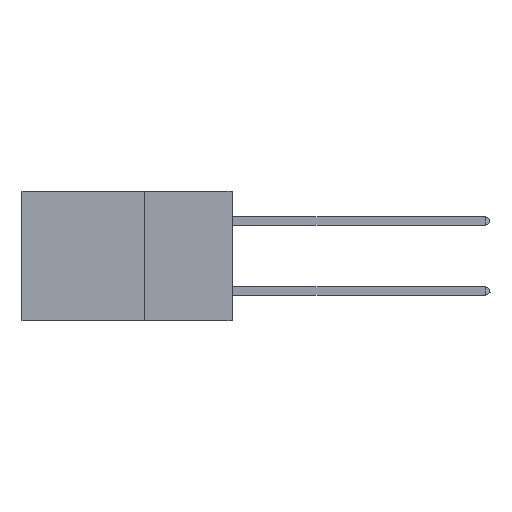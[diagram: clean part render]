
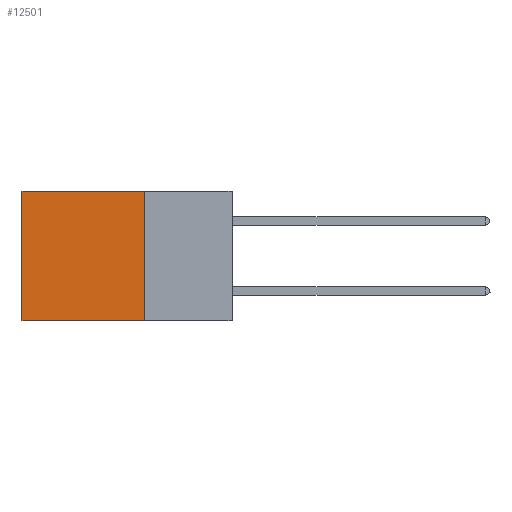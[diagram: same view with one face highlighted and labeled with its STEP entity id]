
A CAD part, left-side view. The second image highlights one B-rep face of the part: STEP entity #12501.
In plain terms, the highlighted planar face has unit normal (-1, 0, 0).
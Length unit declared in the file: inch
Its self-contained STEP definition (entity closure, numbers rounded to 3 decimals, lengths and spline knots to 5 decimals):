
#323 = ORIENTED_EDGE ( 'NONE', *, *, #2147, .T. ) ;
#629 = CARTESIAN_POINT ( 'NONE',  ( 0.2875, 0.6, -0.37 ) ) ;
#1192 = DIRECTION ( 'NONE',  ( 0., 0., -1. ) ) ;
#1878 = DIRECTION ( 'NONE',  ( 0., 0., -1. ) ) ;
#2147 = EDGE_CURVE ( 'NONE', #22283, #16960, #3935, .T. ) ;
#3312 = LINE ( 'NONE', #5968, #15830 ) ;
#3935 = LINE ( 'NONE', #6432, #25167 ) ;
#4022 = DIRECTION ( 'NONE',  ( 1., 0., 0. ) ) ;
#4320 = VERTEX_POINT ( 'NONE', #12250 ) ;
#4917 = ORIENTED_EDGE ( 'NONE', *, *, #13224, .F. ) ;
#5968 = CARTESIAN_POINT ( 'NONE',  ( 0.2875, 0.25, -0.37 ) ) ;
#6371 = CARTESIAN_POINT ( 'NONE',  ( 0.2875, 0.25, 0. ) ) ;
#6432 = CARTESIAN_POINT ( 'NONE',  ( 0.2875, 0.25, 0. ) ) ;
#6954 = CARTESIAN_POINT ( 'NONE',  ( 0.2875, 0.6, 0. ) ) ;
#7771 = PLANE ( 'NONE',  #12110 ) ;
#7779 = EDGE_CURVE ( 'NONE', #4320, #11505, #3312, .T. ) ;
#9189 = CARTESIAN_POINT ( 'NONE',  ( 0.2875, 0.25, 0. ) ) ;
#10922 = FACE_OUTER_BOUND ( 'NONE', #11999, .T. ) ;
#11058 = LINE ( 'NONE', #13181, #15742 ) ;
#11323 = DIRECTION ( 'NONE',  ( 0., 0., -1. ) ) ;
#11505 = VERTEX_POINT ( 'NONE', #629 ) ;
#11999 = EDGE_LOOP ( 'NONE', ( #15210, #19124, #4917, #323 ) ) ;
#12110 = AXIS2_PLACEMENT_3D ( 'NONE', #25834, #4022, #1878 ) ;
#12250 = CARTESIAN_POINT ( 'NONE',  ( 0.2875, 0.25, -0.37 ) ) ;
#12501 = ADVANCED_FACE ( 'NONE', ( #10922 ), #7771, .F. ) ;
#13181 = CARTESIAN_POINT ( 'NONE',  ( 0.2875, 0.6, 0. ) ) ;
#13224 = EDGE_CURVE ( 'NONE', #22283, #4320, #15266, .T. ) ;
#15210 = ORIENTED_EDGE ( 'NONE', *, *, #15780, .T. ) ;
#15266 = LINE ( 'NONE', #9189, #20587 ) ;
#15742 = VECTOR ( 'NONE', #11323, 39.37008 ) ;
#15780 = EDGE_CURVE ( 'NONE', #16960, #11505, #11058, .T. ) ;
#15830 = VECTOR ( 'NONE', #23958, 39.37008 ) ;
#16960 = VERTEX_POINT ( 'NONE', #6954 ) ;
#19124 = ORIENTED_EDGE ( 'NONE', *, *, #7779, .F. ) ;
#20587 = VECTOR ( 'NONE', #1192, 39.37008 ) ;
#20591 = DIRECTION ( 'NONE',  ( 0., 1., 0. ) ) ;
#22283 = VERTEX_POINT ( 'NONE', #6371 ) ;
#23958 = DIRECTION ( 'NONE',  ( 0., 1., 0. ) ) ;
#25167 = VECTOR ( 'NONE', #20591, 39.37008 ) ;
#25834 = CARTESIAN_POINT ( 'NONE',  ( 0.2875, 0.25, 0. ) ) ;
